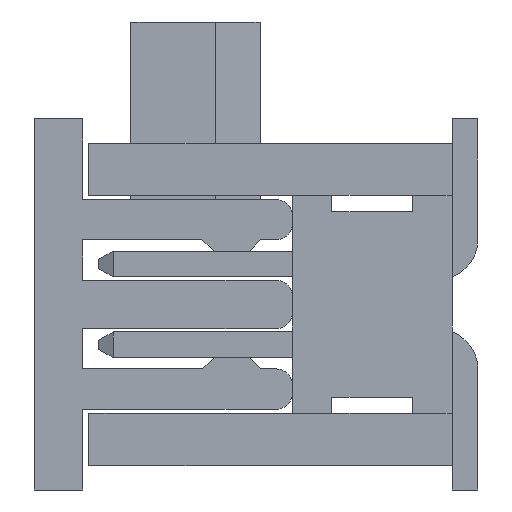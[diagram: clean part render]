
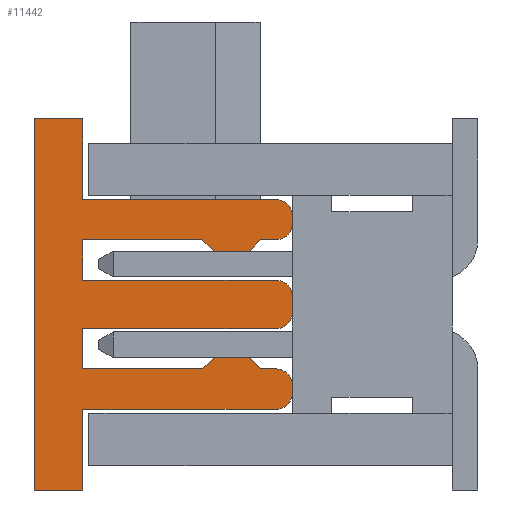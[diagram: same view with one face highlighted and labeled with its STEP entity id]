
A CAD part, left-side view. The second image highlights one B-rep face of the part: STEP entity #11442.
In plain terms, the highlighted planar face has unit normal (-1, 0, 0).
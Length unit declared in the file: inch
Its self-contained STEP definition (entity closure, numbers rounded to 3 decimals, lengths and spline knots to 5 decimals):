
#44=CIRCLE('',#12075,0.01);
#46=CIRCLE('',#12079,0.01);
#48=CIRCLE('',#12089,0.01);
#50=CIRCLE('',#12093,0.01);
#52=CIRCLE('',#12103,0.01);
#54=CIRCLE('',#12107,0.01);
#296=ORIENTED_EDGE('',*,*,#3518,.F.);
#297=ORIENTED_EDGE('',*,*,#3602,.F.);
#298=ORIENTED_EDGE('',*,*,#3599,.F.);
#299=ORIENTED_EDGE('',*,*,#3596,.F.);
#300=ORIENTED_EDGE('',*,*,#3593,.F.);
#301=ORIENTED_EDGE('',*,*,#3590,.F.);
#302=ORIENTED_EDGE('',*,*,#3587,.F.);
#303=ORIENTED_EDGE('',*,*,#3584,.F.);
#304=ORIENTED_EDGE('',*,*,#3581,.F.);
#305=ORIENTED_EDGE('',*,*,#3578,.F.);
#306=ORIENTED_EDGE('',*,*,#3575,.F.);
#307=ORIENTED_EDGE('',*,*,#3572,.F.);
#308=ORIENTED_EDGE('',*,*,#3569,.F.);
#309=ORIENTED_EDGE('',*,*,#3566,.F.);
#310=ORIENTED_EDGE('',*,*,#3563,.F.);
#311=ORIENTED_EDGE('',*,*,#3560,.F.);
#312=ORIENTED_EDGE('',*,*,#3557,.F.);
#313=ORIENTED_EDGE('',*,*,#3554,.F.);
#314=ORIENTED_EDGE('',*,*,#3551,.F.);
#315=ORIENTED_EDGE('',*,*,#3548,.F.);
#316=ORIENTED_EDGE('',*,*,#3545,.F.);
#317=ORIENTED_EDGE('',*,*,#3542,.F.);
#318=ORIENTED_EDGE('',*,*,#3539,.F.);
#319=ORIENTED_EDGE('',*,*,#3536,.F.);
#320=ORIENTED_EDGE('',*,*,#3533,.F.);
#321=ORIENTED_EDGE('',*,*,#3530,.F.);
#322=ORIENTED_EDGE('',*,*,#3527,.F.);
#323=ORIENTED_EDGE('',*,*,#3508,.F.);
#324=ORIENTED_EDGE('',*,*,#3525,.F.);
#325=ORIENTED_EDGE('',*,*,#3522,.F.);
#3508=EDGE_CURVE('',#5192,#5193,#6276,.T.);
#3518=EDGE_CURVE('',#5202,#5203,#6286,.T.);
#3522=EDGE_CURVE('',#5203,#5206,#6290,.T.);
#3525=EDGE_CURVE('',#5206,#5192,#6293,.T.);
#3527=EDGE_CURVE('',#5193,#5208,#44,.T.);
#3530=EDGE_CURVE('',#5208,#5210,#6296,.T.);
#3533=EDGE_CURVE('',#5210,#5212,#46,.T.);
#3536=EDGE_CURVE('',#5212,#5214,#6300,.T.);
#3539=EDGE_CURVE('',#5214,#5216,#6303,.T.);
#3542=EDGE_CURVE('',#5216,#5218,#6306,.T.);
#3545=EDGE_CURVE('',#5218,#5220,#6309,.T.);
#3548=EDGE_CURVE('',#5220,#5222,#6312,.T.);
#3551=EDGE_CURVE('',#5222,#5224,#6315,.T.);
#3554=EDGE_CURVE('',#5224,#5226,#6318,.T.);
#3557=EDGE_CURVE('',#5226,#5228,#48,.T.);
#3560=EDGE_CURVE('',#5228,#5230,#6322,.T.);
#3563=EDGE_CURVE('',#5230,#5232,#50,.T.);
#3566=EDGE_CURVE('',#5232,#5234,#6326,.T.);
#3569=EDGE_CURVE('',#5234,#5236,#6329,.T.);
#3572=EDGE_CURVE('',#5236,#5238,#6332,.T.);
#3575=EDGE_CURVE('',#5238,#5240,#6335,.T.);
#3578=EDGE_CURVE('',#5240,#5242,#6338,.T.);
#3581=EDGE_CURVE('',#5242,#5244,#6341,.T.);
#3584=EDGE_CURVE('',#5244,#5246,#6344,.T.);
#3587=EDGE_CURVE('',#5246,#5248,#52,.T.);
#3590=EDGE_CURVE('',#5248,#5250,#6348,.T.);
#3593=EDGE_CURVE('',#5250,#5252,#54,.T.);
#3596=EDGE_CURVE('',#5252,#5254,#6352,.T.);
#3599=EDGE_CURVE('',#5254,#5256,#6355,.T.);
#3602=EDGE_CURVE('',#5256,#5202,#6358,.T.);
#5192=VERTEX_POINT('',#15732);
#5193=VERTEX_POINT('',#15733);
#5202=VERTEX_POINT('',#15753);
#5203=VERTEX_POINT('',#15754);
#5206=VERTEX_POINT('',#15762);
#5208=VERTEX_POINT('',#15771);
#5210=VERTEX_POINT('',#15777);
#5212=VERTEX_POINT('',#15783);
#5214=VERTEX_POINT('',#15789);
#5216=VERTEX_POINT('',#15795);
#5218=VERTEX_POINT('',#15801);
#5220=VERTEX_POINT('',#15807);
#5222=VERTEX_POINT('',#15813);
#5224=VERTEX_POINT('',#15819);
#5226=VERTEX_POINT('',#15825);
#5228=VERTEX_POINT('',#15831);
#5230=VERTEX_POINT('',#15837);
#5232=VERTEX_POINT('',#15843);
#5234=VERTEX_POINT('',#15849);
#5236=VERTEX_POINT('',#15855);
#5238=VERTEX_POINT('',#15861);
#5240=VERTEX_POINT('',#15867);
#5242=VERTEX_POINT('',#15873);
#5244=VERTEX_POINT('',#15879);
#5246=VERTEX_POINT('',#15885);
#5248=VERTEX_POINT('',#15891);
#5250=VERTEX_POINT('',#15897);
#5252=VERTEX_POINT('',#15903);
#5254=VERTEX_POINT('',#15909);
#5256=VERTEX_POINT('',#15915);
#6276=LINE('',#15731,#7896);
#6286=LINE('',#15752,#7906);
#6290=LINE('',#15761,#7910);
#6293=LINE('',#15767,#7913);
#6296=LINE('',#15776,#7916);
#6300=LINE('',#15788,#7920);
#6303=LINE('',#15794,#7923);
#6306=LINE('',#15800,#7926);
#6309=LINE('',#15806,#7929);
#6312=LINE('',#15812,#7932);
#6315=LINE('',#15818,#7935);
#6318=LINE('',#15824,#7938);
#6322=LINE('',#15836,#7942);
#6326=LINE('',#15848,#7946);
#6329=LINE('',#15854,#7949);
#6332=LINE('',#15860,#7952);
#6335=LINE('',#15866,#7955);
#6338=LINE('',#15872,#7958);
#6341=LINE('',#15878,#7961);
#6344=LINE('',#15884,#7964);
#6348=LINE('',#15896,#7968);
#6352=LINE('',#15908,#7972);
#6355=LINE('',#15914,#7975);
#6358=LINE('',#15920,#7978);
#7896=VECTOR('',#12753,39.37008);
#7906=VECTOR('',#12765,39.37008);
#7910=VECTOR('',#12771,39.37008);
#7913=VECTOR('',#12776,39.37008);
#7916=VECTOR('',#12787,39.37008);
#7920=VECTOR('',#12799,39.37008);
#7923=VECTOR('',#12804,39.37008);
#7926=VECTOR('',#12809,39.37008);
#7929=VECTOR('',#12814,39.37008);
#7932=VECTOR('',#12819,39.37008);
#7935=VECTOR('',#12824,39.37008);
#7938=VECTOR('',#12829,39.37008);
#7942=VECTOR('',#12841,39.37008);
#7946=VECTOR('',#12853,39.37008);
#7949=VECTOR('',#12858,39.37008);
#7952=VECTOR('',#12863,39.37008);
#7955=VECTOR('',#12868,39.37008);
#7958=VECTOR('',#12873,39.37008);
#7961=VECTOR('',#12878,39.37008);
#7964=VECTOR('',#12883,39.37008);
#7968=VECTOR('',#12895,39.37008);
#7972=VECTOR('',#12907,39.37008);
#7975=VECTOR('',#12912,39.37008);
#7978=VECTOR('',#12917,39.37008);
#9548=EDGE_LOOP('',(#296,#297,#298,#299,#300,#301,#302,#303,#304,#305,#306,
#307,#308,#309,#310,#311,#312,#313,#314,#315,#316,#317,#318,#319,#320,#321,
#322,#323,#324,#325));
#10206=FACE_BOUND('',#9548,.T.);
#10857=PLANE('',#12113);
#11442=ADVANCED_FACE('',(#10206),#10857,.F.);
#12075=AXIS2_PLACEMENT_3D('',#15770,#12780,#12781);
#12079=AXIS2_PLACEMENT_3D('',#15782,#12792,#12793);
#12089=AXIS2_PLACEMENT_3D('',#15830,#12834,#12835);
#12093=AXIS2_PLACEMENT_3D('',#15842,#12846,#12847);
#12103=AXIS2_PLACEMENT_3D('',#15890,#12888,#12889);
#12107=AXIS2_PLACEMENT_3D('',#15902,#12900,#12901);
#12113=AXIS2_PLACEMENT_3D('',#15923,#12921,#12922);
#12753=DIRECTION('',(0.,-1.,0.));
#12765=DIRECTION('',(0.,0.,1.));
#12771=DIRECTION('',(0.,-1.,0.));
#12776=DIRECTION('',(0.,0.,-1.));
#12780=DIRECTION('',(1.,0.,0.));
#12781=DIRECTION('',(0.,0.,-1.));
#12787=DIRECTION('',(0.,0.,-1.));
#12792=DIRECTION('',(1.,0.,0.));
#12793=DIRECTION('',(0.,0.,-1.));
#12799=DIRECTION('',(0.,1.,0.));
#12804=DIRECTION('',(0.,0.669,-0.743));
#12809=DIRECTION('',(0.,1.,0.));
#12814=DIRECTION('',(0.,0.743,0.669));
#12819=DIRECTION('',(0.,1.,0.));
#12824=DIRECTION('',(0.,0.,-1.));
#12829=DIRECTION('',(0.,-1.,0.));
#12834=DIRECTION('',(1.,0.,0.));
#12835=DIRECTION('',(0.,0.,-1.));
#12841=DIRECTION('',(0.,0.,-1.));
#12846=DIRECTION('',(1.,0.,0.));
#12847=DIRECTION('',(0.,0.,-1.));
#12853=DIRECTION('',(0.,1.,0.));
#12858=DIRECTION('',(0.,0.,-1.));
#12863=DIRECTION('',(0.,-1.,0.));
#12868=DIRECTION('',(0.,-0.743,0.669));
#12873=DIRECTION('',(0.,-1.,0.));
#12878=DIRECTION('',(0.,-0.669,-0.743));
#12883=DIRECTION('',(0.,-1.,0.));
#12888=DIRECTION('',(1.,0.,0.));
#12889=DIRECTION('',(0.,0.,-1.));
#12895=DIRECTION('',(0.,0.,-1.));
#12900=DIRECTION('',(1.,0.,0.));
#12901=DIRECTION('',(0.,0.,-1.));
#12907=DIRECTION('',(0.,1.,0.));
#12912=DIRECTION('',(0.,0.,-1.));
#12917=DIRECTION('',(0.,1.,0.));
#12921=DIRECTION('',(1.,0.,0.));
#12922=DIRECTION('',(0.,0.,-1.));
#15731=CARTESIAN_POINT('',(-0.1,0.229,0.065));
#15732=CARTESIAN_POINT('',(-0.1,0.229,0.065));
#15733=CARTESIAN_POINT('',(-0.1,0.109,0.065));
#15752=CARTESIAN_POINT('',(-0.1,0.259,-0.115));
#15753=CARTESIAN_POINT('',(-0.1,0.259,-0.115));
#15754=CARTESIAN_POINT('',(-0.1,0.259,0.115));
#15761=CARTESIAN_POINT('',(-0.1,0.259,0.115));
#15762=CARTESIAN_POINT('',(-0.1,0.229,0.115));
#15767=CARTESIAN_POINT('',(-0.1,0.229,0.115));
#15770=CARTESIAN_POINT('',(-0.1,0.109,0.055));
#15771=CARTESIAN_POINT('',(-0.1,0.099,0.055));
#15776=CARTESIAN_POINT('',(-0.1,0.099,0.055));
#15777=CARTESIAN_POINT('',(-0.1,0.099,0.05));
#15782=CARTESIAN_POINT('',(-0.1,0.109,0.05));
#15783=CARTESIAN_POINT('',(-0.1,0.109,0.04));
#15788=CARTESIAN_POINT('',(-0.1,0.109,0.04));
#15789=CARTESIAN_POINT('',(-0.1,0.119,0.04));
#15794=CARTESIAN_POINT('',(-0.1,0.119,0.04));
#15795=CARTESIAN_POINT('',(-0.1,0.1253,0.033));
#15800=CARTESIAN_POINT('',(-0.1,0.1253,0.033));
#15801=CARTESIAN_POINT('',(-0.1,0.1473,0.033));
#15806=CARTESIAN_POINT('',(-0.1,0.1473,0.033));
#15807=CARTESIAN_POINT('',(-0.1,0.15508,0.04));
#15812=CARTESIAN_POINT('',(-0.1,0.15508,0.04));
#15813=CARTESIAN_POINT('',(-0.1,0.229,0.04));
#15818=CARTESIAN_POINT('',(-0.1,0.229,0.04));
#15819=CARTESIAN_POINT('',(-0.1,0.229,0.015));
#15824=CARTESIAN_POINT('',(-0.1,0.229,0.015));
#15825=CARTESIAN_POINT('',(-0.1,0.109,0.015));
#15830=CARTESIAN_POINT('',(-0.1,0.109,0.005));
#15831=CARTESIAN_POINT('',(-0.1,0.099,0.005));
#15836=CARTESIAN_POINT('',(-0.1,0.099,0.005));
#15837=CARTESIAN_POINT('',(-0.1,0.099,-0.005));
#15842=CARTESIAN_POINT('',(-0.1,0.109,-0.005));
#15843=CARTESIAN_POINT('',(-0.1,0.109,-0.015));
#15848=CARTESIAN_POINT('',(-0.1,0.109,-0.015));
#15849=CARTESIAN_POINT('',(-0.1,0.229,-0.015));
#15854=CARTESIAN_POINT('',(-0.1,0.229,-0.015));
#15855=CARTESIAN_POINT('',(-0.1,0.229,-0.04));
#15860=CARTESIAN_POINT('',(-0.1,0.229,-0.04));
#15861=CARTESIAN_POINT('',(-0.1,0.15508,-0.04));
#15866=CARTESIAN_POINT('',(-0.1,0.15508,-0.04));
#15867=CARTESIAN_POINT('',(-0.1,0.1473,-0.033));
#15872=CARTESIAN_POINT('',(-0.1,0.1473,-0.033));
#15873=CARTESIAN_POINT('',(-0.1,0.1253,-0.033));
#15878=CARTESIAN_POINT('',(-0.1,0.1253,-0.033));
#15879=CARTESIAN_POINT('',(-0.1,0.119,-0.04));
#15884=CARTESIAN_POINT('',(-0.1,0.119,-0.04));
#15885=CARTESIAN_POINT('',(-0.1,0.109,-0.04));
#15890=CARTESIAN_POINT('',(-0.1,0.109,-0.05));
#15891=CARTESIAN_POINT('',(-0.1,0.099,-0.05));
#15896=CARTESIAN_POINT('',(-0.1,0.099,-0.05));
#15897=CARTESIAN_POINT('',(-0.1,0.099,-0.055));
#15902=CARTESIAN_POINT('',(-0.1,0.109,-0.055));
#15903=CARTESIAN_POINT('',(-0.1,0.109,-0.065));
#15908=CARTESIAN_POINT('',(-0.1,0.109,-0.065));
#15909=CARTESIAN_POINT('',(-0.1,0.229,-0.065));
#15914=CARTESIAN_POINT('',(-0.1,0.229,-0.065));
#15915=CARTESIAN_POINT('',(-0.1,0.229,-0.115));
#15920=CARTESIAN_POINT('',(-0.1,0.229,-0.115));
#15923=CARTESIAN_POINT('',(-0.1,0.109,0.055));
